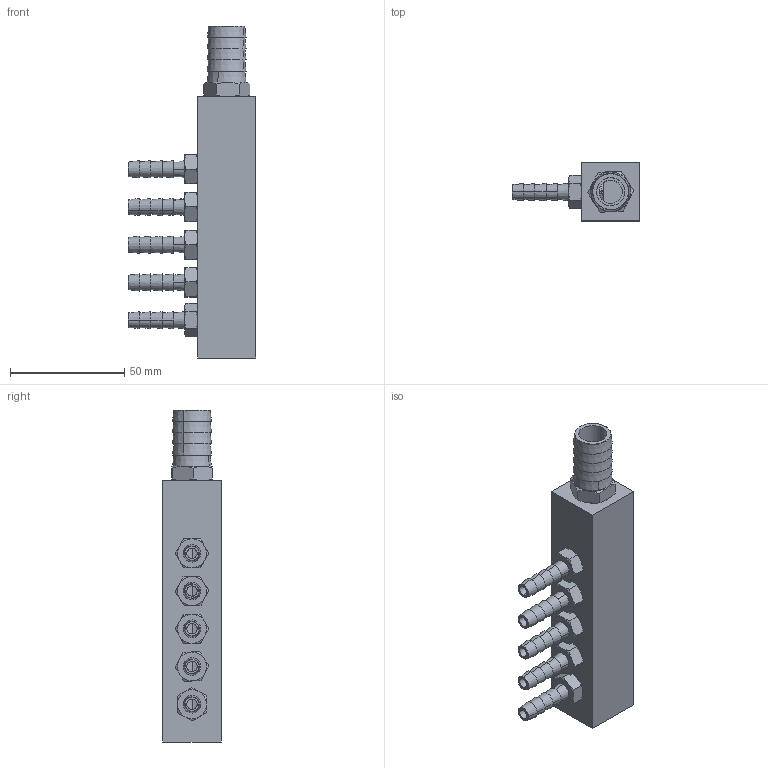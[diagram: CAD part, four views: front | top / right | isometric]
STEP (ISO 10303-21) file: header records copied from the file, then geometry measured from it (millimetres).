
FILE_DESCRIPTION (( 'STEP AP203' ), '1' );
FILE_NAME ('5WaySplitterStep.STEP', '2024-11-26T17:48:39', ( '' ), ( '' ), 'SwSTEP 2.0', 'SolidWorks 2024', '' );
FILE_SCHEMA (( 'CONFIG_CONTROL_DESIGN' ));
Length unit declared in the file: inch
Products named in the file (4): 5waysplitter11.2_Threads Suppressed; 5346K13_1-4Hose1-8NPTThreads_Threads Removed; 5346K65_5-8Hose3-8NPTThreads_Threads Removed; 5WaySplitterStep
Assembly tree (7 placements, depth 2):
  5WaySplitterStep
    5waysplitter11.2_Threads Suppressed
    5346K13_1-4Hose1-8NPTThreads_Threads Removed  x5
    5346K65_5-8Hose3-8NPTThreads_Threads Removed
Bounding box: 55.75 x 25.4 x 145.29 mm (x, y, z)
Volume: 74295.8 mm3; surface area: 33309.5 mm2
Topology: 7 solids, 7 shells, 462 faces, 1116 edges, 707 vertices
Faces by surface type: cone 166, cylinder 151, plane 103, torus 24, bspline 18
Entity records: 14109 total; most frequent: CARTESIAN_POINT 10097, ORIENTED_EDGE 736, DIRECTION 709, EDGE_CURVE 368, AXIS2_PLACEMENT_3D 301, VERTEX_POINT 231, EDGE_LOOP 179, ADVANCED_FACE 154
